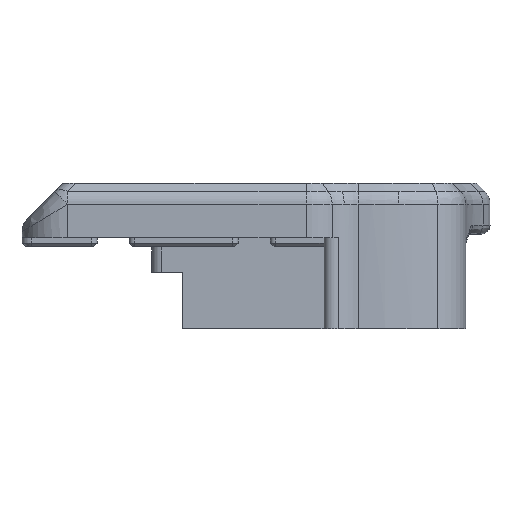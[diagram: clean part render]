
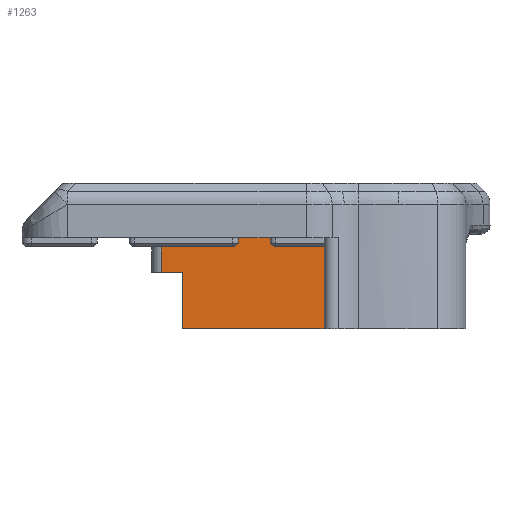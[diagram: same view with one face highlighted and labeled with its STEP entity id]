
A CAD part, left-side view. The second image highlights one B-rep face of the part: STEP entity #1263.
In plain terms, the highlighted planar face has unit normal (-1, 0, 0).
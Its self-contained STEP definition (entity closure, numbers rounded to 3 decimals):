
#73 = VECTOR ( 'NONE', #693, 1000. ) ;
#117 = AXIS2_PLACEMENT_3D ( 'NONE', #1027, #5412, #1684 ) ;
#392 = CARTESIAN_POINT ( 'NONE',  ( -5.75, -138.118, 22. ) ) ;
#693 = DIRECTION ( 'NONE',  ( 0., 0., 1. ) ) ;
#1027 = CARTESIAN_POINT ( 'NONE',  ( -5.75, -141.4, 22. ) ) ;
#1054 = EDGE_LOOP ( 'NONE', ( #6912, #5010, #9079, #6348, #3289, #3621 ) ) ;
#1263 = ADVANCED_FACE ( 'NONE', ( #8457 ), #4555, .F. ) ;
#1649 = LINE ( 'NONE', #4993, #73 ) ;
#1684 = DIRECTION ( 'NONE',  ( 0., 1., 0. ) ) ;
#1993 = VECTOR ( 'NONE', #8296, 1000. ) ;
#2209 = CARTESIAN_POINT ( 'NONE',  ( -5.75, -140.433, 18.2 ) ) ;
#2272 = VERTEX_POINT ( 'NONE', #2209 ) ;
#2317 = CARTESIAN_POINT ( 'NONE',  ( -5.75, -159.825, 22. ) ) ;
#2435 = VERTEX_POINT ( 'NONE', #7616 ) ;
#3116 = CARTESIAN_POINT ( 'NONE',  ( -5.75, -156., 22. ) ) ;
#3173 = VECTOR ( 'NONE', #5700, 1000. ) ;
#3186 = VERTEX_POINT ( 'NONE', #3116 ) ;
#3289 = ORIENTED_EDGE ( 'NONE', *, *, #5947, .F. ) ;
#3360 = EDGE_CURVE ( 'NONE', #2435, #4254, #3905, .T. ) ;
#3462 = DIRECTION ( 'NONE',  ( 0., 0., 1. ) ) ;
#3564 = EDGE_CURVE ( 'NONE', #8345, #2272, #8119, .T. ) ;
#3621 = ORIENTED_EDGE ( 'NONE', *, *, #3360, .F. ) ;
#3905 = LINE ( 'NONE', #4150, #1993 ) ;
#4150 = CARTESIAN_POINT ( 'NONE',  ( -5.75, -138.118, 22. ) ) ;
#4254 = VERTEX_POINT ( 'NONE', #392 ) ;
#4257 = CARTESIAN_POINT ( 'NONE',  ( -5.75, -141.4, 12. ) ) ;
#4555 = PLANE ( 'NONE',  #117 ) ;
#4993 = CARTESIAN_POINT ( 'NONE',  ( -5.75, -156., 22. ) ) ;
#5010 = ORIENTED_EDGE ( 'NONE', *, *, #3564, .F. ) ;
#5098 = LINE ( 'NONE', #4257, #3173 ) ;
#5412 = DIRECTION ( 'NONE',  ( 1., 0., 0. ) ) ;
#5441 = CARTESIAN_POINT ( 'NONE',  ( -5.75, -140.433, 12. ) ) ;
#5533 = VECTOR ( 'NONE', #8173, 1000. ) ;
#5700 = DIRECTION ( 'NONE',  ( 0., 1., 0. ) ) ;
#5947 = EDGE_CURVE ( 'NONE', #4254, #3186, #6757, .T. ) ;
#6210 = DIRECTION ( 'NONE',  ( 0., 1., 0. ) ) ;
#6346 = LINE ( 'NONE', #7518, #6458 ) ;
#6348 = ORIENTED_EDGE ( 'NONE', *, *, #6793, .T. ) ;
#6458 = VECTOR ( 'NONE', #6210, 1000. ) ;
#6757 = LINE ( 'NONE', #2317, #5533 ) ;
#6793 = EDGE_CURVE ( 'NONE', #8081, #3186, #1649, .T. ) ;
#6912 = ORIENTED_EDGE ( 'NONE', *, *, #7831, .F. ) ;
#7100 = CARTESIAN_POINT ( 'NONE',  ( -5.75, -156., 12. ) ) ;
#7341 = VECTOR ( 'NONE', #3462, 1000. ) ;
#7518 = CARTESIAN_POINT ( 'NONE',  ( -5.75, -141.4, 18.2 ) ) ;
#7616 = CARTESIAN_POINT ( 'NONE',  ( -5.75, -138.118, 18.2 ) ) ;
#7831 = EDGE_CURVE ( 'NONE', #2272, #2435, #6346, .T. ) ;
#8053 = EDGE_CURVE ( 'NONE', #8081, #8345, #5098, .T. ) ;
#8081 = VERTEX_POINT ( 'NONE', #7100 ) ;
#8119 = LINE ( 'NONE', #8408, #7341 ) ;
#8173 = DIRECTION ( 'NONE',  ( 0., -1., 0. ) ) ;
#8296 = DIRECTION ( 'NONE',  ( 0., 0., 1. ) ) ;
#8345 = VERTEX_POINT ( 'NONE', #5441 ) ;
#8408 = CARTESIAN_POINT ( 'NONE',  ( -5.75, -140.433, 1.945 ) ) ;
#8457 = FACE_OUTER_BOUND ( 'NONE', #1054, .T. ) ;
#9079 = ORIENTED_EDGE ( 'NONE', *, *, #8053, .F. ) ;
